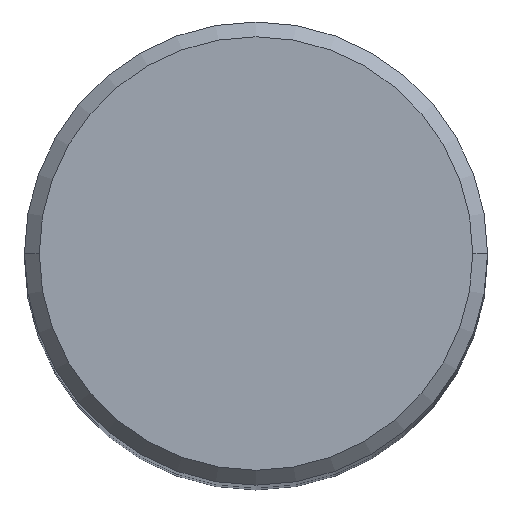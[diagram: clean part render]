
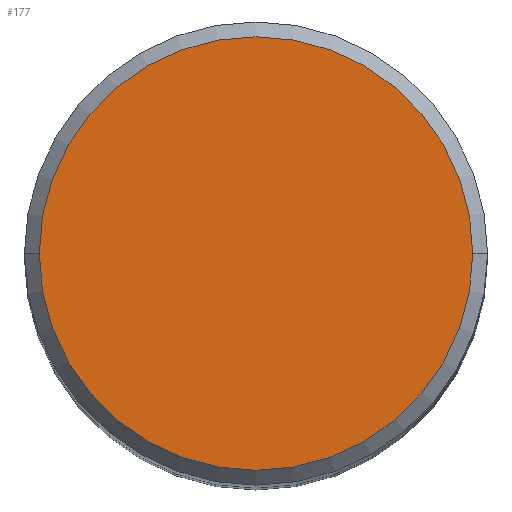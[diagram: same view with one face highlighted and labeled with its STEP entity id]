
A CAD part, top view. The second image highlights one B-rep face of the part: STEP entity #177.
In plain terms, the highlighted planar face has unit normal (0, 0, 1).
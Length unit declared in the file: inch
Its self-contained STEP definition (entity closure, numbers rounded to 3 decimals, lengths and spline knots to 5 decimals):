
#17 = DIRECTION ( 'NONE',  ( 0., 0., 1. ) ) ;
#26 = ORIENTED_EDGE ( 'NONE', *, *, #183, .T. ) ;
#38 = AXIS2_PLACEMENT_3D ( 'NONE', #137, #334, #354 ) ;
#40 = CARTESIAN_POINT ( 'NONE',  ( -0.2925, 0., 0. ) ) ;
#64 = CIRCLE ( 'NONE', #169, 0.2925 ) ;
#102 = DIRECTION ( 'NONE',  ( 1., 0., 0. ) ) ;
#108 = AXIS2_PLACEMENT_3D ( 'NONE', #259, #17, #102 ) ;
#123 = VERTEX_POINT ( 'NONE', #179 ) ;
#132 = DIRECTION ( 'NONE',  ( 0., 0., 1. ) ) ;
#137 = CARTESIAN_POINT ( 'NONE',  ( 0., 0.2925, 0. ) ) ;
#139 = EDGE_LOOP ( 'NONE', ( #26, #341 ) ) ;
#169 = AXIS2_PLACEMENT_3D ( 'NONE', #205, #132, #178 ) ;
#177 = ADVANCED_FACE ( 'NONE', ( #332 ), #267, .F. ) ;
#178 = DIRECTION ( 'NONE',  ( 1., 0., 0. ) ) ;
#179 = CARTESIAN_POINT ( 'NONE',  ( 0.2925, 0., 0. ) ) ;
#183 = EDGE_CURVE ( 'NONE', #284, #123, #236, .T. ) ;
#205 = CARTESIAN_POINT ( 'NONE',  ( 0., 0., 0. ) ) ;
#236 = CIRCLE ( 'NONE', #108, 0.2925 ) ;
#240 = EDGE_CURVE ( 'NONE', #123, #284, #64, .T. ) ;
#259 = CARTESIAN_POINT ( 'NONE',  ( 0., 0., 0. ) ) ;
#267 = PLANE ( 'NONE',  #38 ) ;
#284 = VERTEX_POINT ( 'NONE', #40 ) ;
#332 = FACE_OUTER_BOUND ( 'NONE', #139, .T. ) ;
#334 = DIRECTION ( 'NONE',  ( 0., 0., -1. ) ) ;
#341 = ORIENTED_EDGE ( 'NONE', *, *, #240, .T. ) ;
#354 = DIRECTION ( 'NONE',  ( -1., 0., 0. ) ) ;
